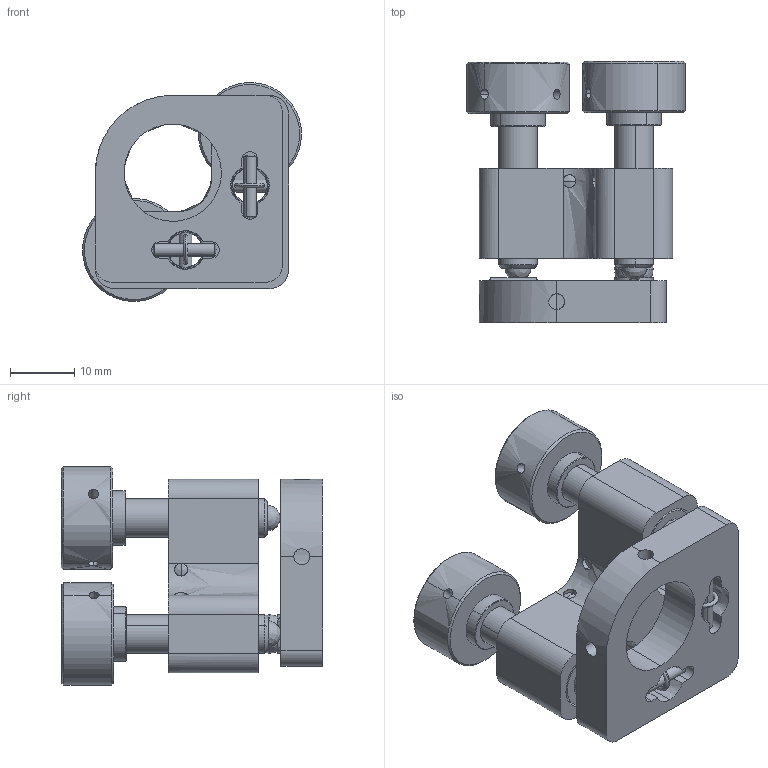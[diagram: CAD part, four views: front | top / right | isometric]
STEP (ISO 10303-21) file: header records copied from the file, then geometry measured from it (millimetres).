
FILE_DESCRIPTION(/* description */ (''),/* implementation_level */ '2;1');
FILE_NAME(/* name */ 'MMS-B',/* time_stamp */ '2024-08-07T12:34:34+03:00',/* author */ (''),/* organization */ (''),/* preprocessor_version */ 'ST-DEVELOPER v15',/* originating_system */ '',/* authorisation */ '');
FILE_SCHEMA (('AUTOMOTIVE_DESIGN'));
Length unit declared in the file: millimetre
Products named in the file (1): Document
Bounding box: 33.99 x 40.6 x 33.98 mm (x, y, z)
Volume: 14602.8 mm3; surface area: 12457.9 mm2
Topology: 22 solids, 22 shells, 647 faces, 1729 edges, 1104 vertices
Faces by surface type: bspline 369, plane 278
Entity records: 23384 total; most frequent: CARTESIAN_POINT 12833, ORIENTED_EDGE 3394, EDGE_CURVE 1697, VERTEX_POINT 1104, B_SPLINE_CURVE_WITH_KNOTS 1058, EDGE_LOOP 715, ADVANCED_FACE 647, FACE_OUTER_BOUND 647
